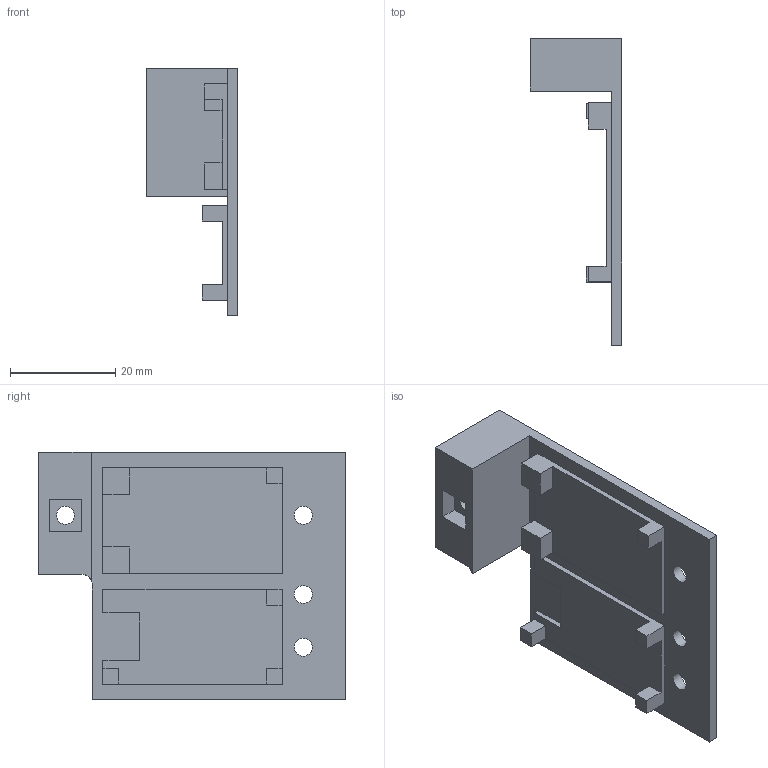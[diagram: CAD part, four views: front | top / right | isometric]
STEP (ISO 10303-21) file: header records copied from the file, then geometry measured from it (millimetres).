
FILE_DESCRIPTION( ( '' ), ' ' );
FILE_NAME( '5a81b4fc0128b90fd77726fc.step', '2018-02-12T15:38:37', ( '' ), ( '' ), ' ', ' ', ' ' );
FILE_SCHEMA( ( 'AUTOMOTIVE_DESIGN { 1 0 10303 214 1 1 1 1 }' ) );
Length unit declared in the file: metre
Products named in the file (1): upper_shell
Bounding box: 17.4 x 58.2 x 47 mm (x, y, z)
Volume: 9794.5 mm3; surface area: 7214.9 mm2
Topology: 1 solids, 1 shells, 52 faces, 142 edges, 95 vertices
Faces by surface type: plane 47, cylinder 5
Full cylindrical faces by diameter (mm): 3.4 x4
Entity records: 2044 total; most frequent: CARTESIAN_POINT 284, ORIENTED_EDGE 274, DIRECTION 254, EDGE_CURVE 137, LINE 126, VECTOR 126, VERTEX_POINT 94, EDGE_LOOP 67
